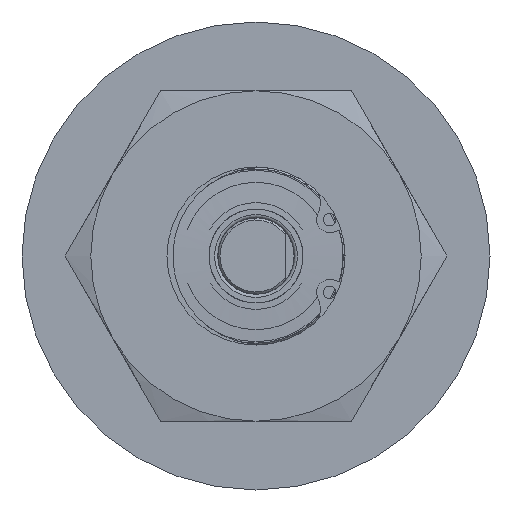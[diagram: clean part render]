
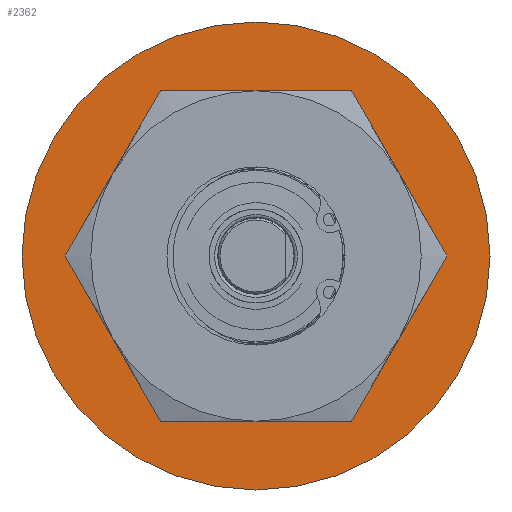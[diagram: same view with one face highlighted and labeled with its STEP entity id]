
A CAD part, left-side view. The second image highlights one B-rep face of the part: STEP entity #2362.
In plain terms, the highlighted planar face has unit normal (-1, 0, 0).
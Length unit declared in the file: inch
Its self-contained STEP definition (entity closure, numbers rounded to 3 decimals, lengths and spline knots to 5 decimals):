
#32 = DIRECTION ( 'NONE',  ( 0., -1., 0. ) ) ;
#61 = CARTESIAN_POINT ( 'NONE',  ( 0., -1.1505, 0. ) ) ;
#636 = DIRECTION ( 'NONE',  ( -1., 0., 0. ) ) ;
#825 = ORIENTED_EDGE ( 'NONE', *, *, #5492, .F. ) ;
#911 = ORIENTED_EDGE ( 'NONE', *, *, #5414, .T. ) ;
#980 = AXIS2_PLACEMENT_3D ( 'NONE', #1417, #636, #1719 ) ;
#984 = PLANE ( 'NONE',  #1647 ) ;
#1196 = EDGE_LOOP ( 'NONE', ( #911 ) ) ;
#1417 = CARTESIAN_POINT ( 'NONE',  ( 0., 0., 0. ) ) ;
#1499 = DIRECTION ( 'NONE',  ( 1., 0., 0. ) ) ;
#1531 = FACE_OUTER_BOUND ( 'NONE', #1196, .T. ) ;
#1647 = AXIS2_PLACEMENT_3D ( 'NONE', #2740, #1499, #4453 ) ;
#1719 = DIRECTION ( 'NONE',  ( 0., -1., 0. ) ) ;
#2362 = ADVANCED_FACE ( 'NONE', ( #3217, #1531 ), #984, .F. ) ;
#2564 = EDGE_LOOP ( 'NONE', ( #825 ) ) ;
#2588 = CARTESIAN_POINT ( 'NONE',  ( 0., 0., 0. ) ) ;
#2739 = DIRECTION ( 'NONE',  ( -1., 0., 0. ) ) ;
#2740 = CARTESIAN_POINT ( 'NONE',  ( 0., 1.1505, 0. ) ) ;
#3060 = VERTEX_POINT ( 'NONE', #3485 ) ;
#3109 = CIRCLE ( 'NONE', #3820, 1.1505 ) ;
#3217 = FACE_BOUND ( 'NONE', #2564, .T. ) ;
#3485 = CARTESIAN_POINT ( 'NONE',  ( 0., -0.74, 0. ) ) ;
#3820 = AXIS2_PLACEMENT_3D ( 'NONE', #2588, #2739, #32 ) ;
#4000 = CIRCLE ( 'NONE', #980, 0.74 ) ;
#4453 = DIRECTION ( 'NONE',  ( 0., 1., 0. ) ) ;
#5221 = VERTEX_POINT ( 'NONE', #61 ) ;
#5414 = EDGE_CURVE ( 'NONE', #5221, #5221, #3109, .T. ) ;
#5492 = EDGE_CURVE ( 'NONE', #3060, #3060, #4000, .T. ) ;
